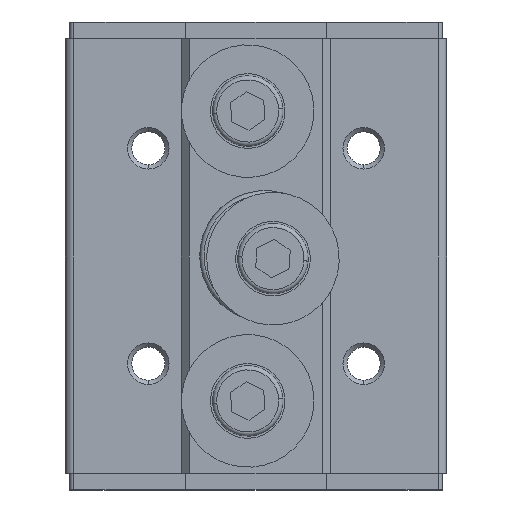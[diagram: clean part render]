
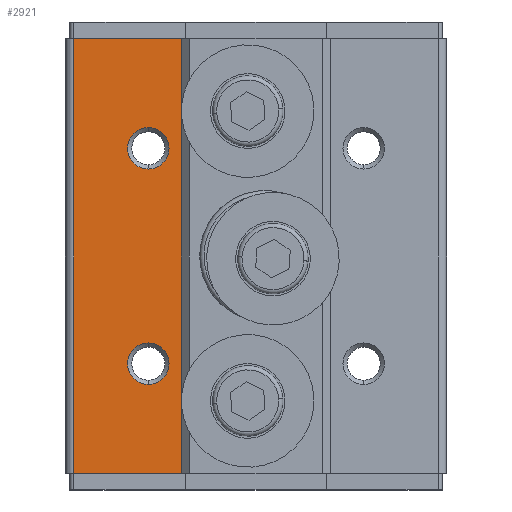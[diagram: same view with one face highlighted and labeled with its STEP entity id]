
A CAD part, front view. The second image highlights one B-rep face of the part: STEP entity #2921.
In plain terms, the highlighted planar face has unit normal (0, -1, 0).
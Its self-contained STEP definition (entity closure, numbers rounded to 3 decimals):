
#53 = VERTEX_POINT ( 'NONE', #275 ) ;
#56 = DIRECTION ( 'NONE',  ( 1., 0., 0. ) ) ;
#150 = CARTESIAN_POINT ( 'NONE',  ( -13., -5.95, 10.75 ) ) ;
#199 = CARTESIAN_POINT ( 'NONE',  ( -13., -5.95, 39.25 ) ) ;
#205 = VERTEX_POINT ( 'NONE', #150 ) ;
#275 = CARTESIAN_POINT ( 'NONE',  ( -13., -5.95, 41.75 ) ) ;
#293 = CIRCLE ( 'NONE', #4105, 2.5 ) ;
#554 = EDGE_CURVE ( 'NONE', #53, #2860, #3650, .T. ) ;
#613 = DIRECTION ( 'NONE',  ( 0., 1., 0. ) ) ;
#657 = CARTESIAN_POINT ( 'NONE',  ( -9.05, -5.95, 52.5 ) ) ;
#688 = ORIENTED_EDGE ( 'NONE', *, *, #4457, .T. ) ;
#702 = EDGE_CURVE ( 'NONE', #2860, #53, #293, .T. ) ;
#718 = CARTESIAN_POINT ( 'NONE',  ( -22., -5.95, 0. ) ) ;
#742 = DIRECTION ( 'NONE',  ( 1., 0., 0. ) ) ;
#775 = LINE ( 'NONE', #1557, #4191 ) ;
#803 = EDGE_CURVE ( 'NONE', #2018, #3701, #2046, .T. ) ;
#1043 = FACE_OUTER_BOUND ( 'NONE', #2063, .T. ) ;
#1121 = LINE ( 'NONE', #2606, #1473 ) ;
#1234 = AXIS2_PLACEMENT_3D ( 'NONE', #2337, #4564, #3505 ) ;
#1248 = DIRECTION ( 'NONE',  ( -1., 0., 0. ) ) ;
#1261 = DIRECTION ( 'NONE',  ( -1., 0., 0. ) ) ;
#1313 = DIRECTION ( 'NONE',  ( 0., 1., 0. ) ) ;
#1341 = PLANE ( 'NONE',  #2242 ) ;
#1473 = VECTOR ( 'NONE', #56, 1000. ) ;
#1543 = ORIENTED_EDGE ( 'NONE', *, *, #803, .T. ) ;
#1557 = CARTESIAN_POINT ( 'NONE',  ( -9.05, -5.95, 52.5 ) ) ;
#1630 = EDGE_LOOP ( 'NONE', ( #2045, #3122 ) ) ;
#1917 = CARTESIAN_POINT ( 'NONE',  ( -13., -5.95, 39.25 ) ) ;
#2018 = VERTEX_POINT ( 'NONE', #718 ) ;
#2045 = ORIENTED_EDGE ( 'NONE', *, *, #702, .T. ) ;
#2046 = LINE ( 'NONE', #3350, #4040 ) ;
#2063 = EDGE_LOOP ( 'NONE', ( #4594, #2594, #1543, #2797 ) ) ;
#2100 = DIRECTION ( 'NONE',  ( -1., 0., 0. ) ) ;
#2216 = CARTESIAN_POINT ( 'NONE',  ( -22., -5.95, 52.5 ) ) ;
#2242 = AXIS2_PLACEMENT_3D ( 'NONE', #2459, #613, #2100 ) ;
#2337 = CARTESIAN_POINT ( 'NONE',  ( -13., -5.95, 13.25 ) ) ;
#2459 = CARTESIAN_POINT ( 'NONE',  ( -23., -5.95, 52.5 ) ) ;
#2526 = ORIENTED_EDGE ( 'NONE', *, *, #4001, .T. ) ;
#2571 = AXIS2_PLACEMENT_3D ( 'NONE', #1917, #3792, #1261 ) ;
#2594 = ORIENTED_EDGE ( 'NONE', *, *, #4588, .T. ) ;
#2606 = CARTESIAN_POINT ( 'NONE',  ( -23., -5.95, 52.5 ) ) ;
#2692 = CARTESIAN_POINT ( 'NONE',  ( -13., -5.95, 15.75 ) ) ;
#2757 = CARTESIAN_POINT ( 'NONE',  ( -13., -5.95, 13.25 ) ) ;
#2797 = ORIENTED_EDGE ( 'NONE', *, *, #4331, .F. ) ;
#2846 = LINE ( 'NONE', #3551, #3810 ) ;
#2860 = VERTEX_POINT ( 'NONE', #3263 ) ;
#2896 = FACE_BOUND ( 'NONE', #4547, .T. ) ;
#2899 = VERTEX_POINT ( 'NONE', #657 ) ;
#2921 = ADVANCED_FACE ( 'NONE', ( #2896, #4382, #1043 ), #1341, .F. ) ;
#2969 = DIRECTION ( 'NONE',  ( 0., 0., -1. ) ) ;
#3122 = ORIENTED_EDGE ( 'NONE', *, *, #554, .T. ) ;
#3192 = DIRECTION ( 'NONE',  ( -1., 0., 0. ) ) ;
#3263 = CARTESIAN_POINT ( 'NONE',  ( -13., -5.95, 36.75 ) ) ;
#3350 = CARTESIAN_POINT ( 'NONE',  ( -23., -5.95, 0. ) ) ;
#3505 = DIRECTION ( 'NONE',  ( -1., 0., 0. ) ) ;
#3551 = CARTESIAN_POINT ( 'NONE',  ( -22., -5.95, 52.5 ) ) ;
#3650 = CIRCLE ( 'NONE', #2571, 2.5 ) ;
#3701 = VERTEX_POINT ( 'NONE', #4674 ) ;
#3789 = CIRCLE ( 'NONE', #4327, 2.5 ) ;
#3792 = DIRECTION ( 'NONE',  ( 0., 1., 0. ) ) ;
#3810 = VECTOR ( 'NONE', #3943, 1000. ) ;
#3943 = DIRECTION ( 'NONE',  ( 0., 0., -1. ) ) ;
#4001 = EDGE_CURVE ( 'NONE', #205, #4731, #3789, .T. ) ;
#4040 = VECTOR ( 'NONE', #742, 1000. ) ;
#4105 = AXIS2_PLACEMENT_3D ( 'NONE', #199, #1313, #3192 ) ;
#4191 = VECTOR ( 'NONE', #2969, 1000. ) ;
#4239 = EDGE_CURVE ( 'NONE', #4660, #2899, #1121, .T. ) ;
#4264 = DIRECTION ( 'NONE',  ( 0., 1., 0. ) ) ;
#4327 = AXIS2_PLACEMENT_3D ( 'NONE', #2757, #4264, #1248 ) ;
#4331 = EDGE_CURVE ( 'NONE', #2899, #3701, #775, .T. ) ;
#4382 = FACE_BOUND ( 'NONE', #1630, .T. ) ;
#4416 = CIRCLE ( 'NONE', #1234, 2.5 ) ;
#4457 = EDGE_CURVE ( 'NONE', #4731, #205, #4416, .T. ) ;
#4547 = EDGE_LOOP ( 'NONE', ( #2526, #688 ) ) ;
#4564 = DIRECTION ( 'NONE',  ( 0., 1., 0. ) ) ;
#4588 = EDGE_CURVE ( 'NONE', #4660, #2018, #2846, .T. ) ;
#4594 = ORIENTED_EDGE ( 'NONE', *, *, #4239, .F. ) ;
#4660 = VERTEX_POINT ( 'NONE', #2216 ) ;
#4674 = CARTESIAN_POINT ( 'NONE',  ( -9.05, -5.95, 0. ) ) ;
#4731 = VERTEX_POINT ( 'NONE', #2692 ) ;
